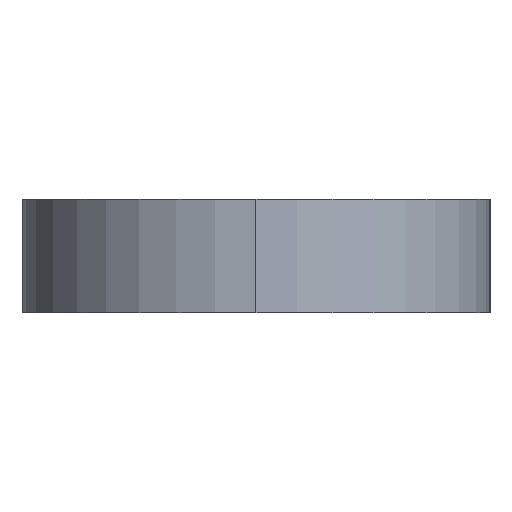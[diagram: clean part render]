
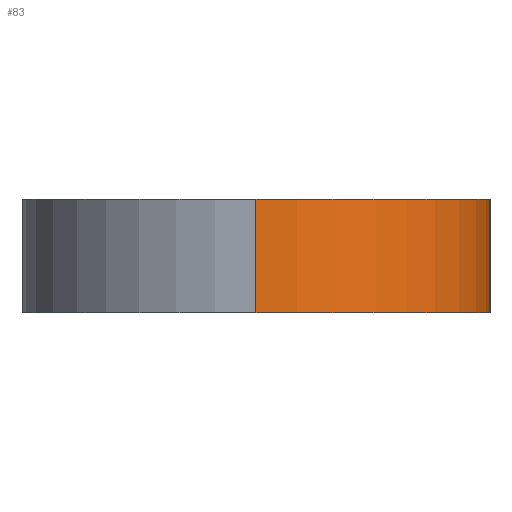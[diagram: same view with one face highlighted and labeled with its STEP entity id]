
A CAD part, left-side view. The second image highlights one B-rep face of the part: STEP entity #83.
In plain terms, the highlighted cylindrical face has radius 8.25 mm (diameter 16.5 mm), a partial arc.
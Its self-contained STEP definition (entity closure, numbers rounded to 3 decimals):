
#83 = ADVANCED_FACE( '', ( #128 ), #129, .T. );
#128 = FACE_OUTER_BOUND( '', #212, .T. );
#129 = CYLINDRICAL_SURFACE( '', #213, 8.25 );
#212 = EDGE_LOOP( '', ( #326, #327, #328, #329 ) );
#213 = AXIS2_PLACEMENT_3D( '', #330, #331, #332 );
#326 = ORIENTED_EDGE( '', *, *, #457, .F. );
#327 = ORIENTED_EDGE( '', *, *, #435, .F. );
#328 = ORIENTED_EDGE( '', *, *, #460, .F. );
#329 = ORIENTED_EDGE( '', *, *, #461, .T. );
#330 = CARTESIAN_POINT( '', ( -111.75, -21.75, -4. ) );
#331 = DIRECTION( '', ( 0., 0., -1. ) );
#332 = DIRECTION( '', ( 1., 0., 0. ) );
#435 = EDGE_CURVE( '', #479, #481, #482, .F. );
#457 = EDGE_CURVE( '', #481, #521, #522, .T. );
#460 = EDGE_CURVE( '', #525, #479, #526, .F. );
#461 = EDGE_CURVE( '', #525, #521, #527, .F. );
#479 = VERTEX_POINT( '', #557 );
#481 = VERTEX_POINT( '', #560 );
#482 = LINE( '', #561, #562 );
#521 = VERTEX_POINT( '', #608 );
#522 = CIRCLE( '', #609, 8.25 );
#525 = VERTEX_POINT( '', #612 );
#526 = CIRCLE( '', #613, 8.25 );
#527 = LINE( '', #614, #615 );
#557 = CARTESIAN_POINT( '', ( -111.75, -30., 0. ) );
#560 = CARTESIAN_POINT( '', ( -111.75, -30., -4. ) );
#561 = CARTESIAN_POINT( '', ( -111.75, -30., -4. ) );
#562 = VECTOR( '', #645, 1000. );
#608 = CARTESIAN_POINT( '', ( -120., -21.75, -4. ) );
#609 = AXIS2_PLACEMENT_3D( '', #692, #693, #694 );
#612 = CARTESIAN_POINT( '', ( -120., -21.75, 0. ) );
#613 = AXIS2_PLACEMENT_3D( '', #701, #702, #703 );
#614 = CARTESIAN_POINT( '', ( -120., -21.75, -4. ) );
#615 = VECTOR( '', #704, 1000. );
#645 = DIRECTION( '', ( 0., 0., 1. ) );
#692 = CARTESIAN_POINT( '', ( -111.75, -21.75, -4. ) );
#693 = DIRECTION( '', ( 0., 0., -1. ) );
#694 = DIRECTION( '', ( -1., 0., 0. ) );
#701 = CARTESIAN_POINT( '', ( -111.75, -21.75, 0. ) );
#702 = DIRECTION( '', ( 0., 0., -1. ) );
#703 = DIRECTION( '', ( -1., 0., 0. ) );
#704 = DIRECTION( '', ( 0., 0., 1. ) );
